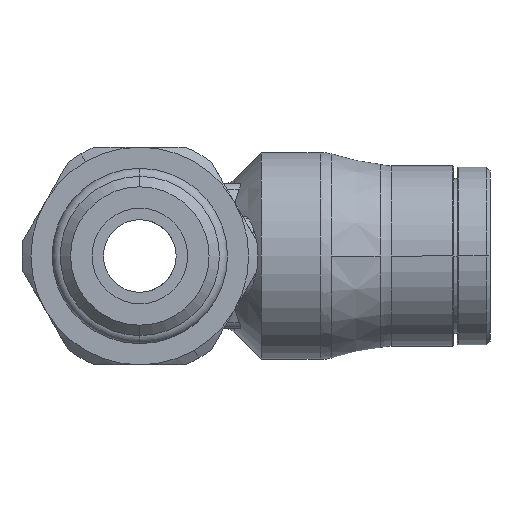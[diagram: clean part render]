
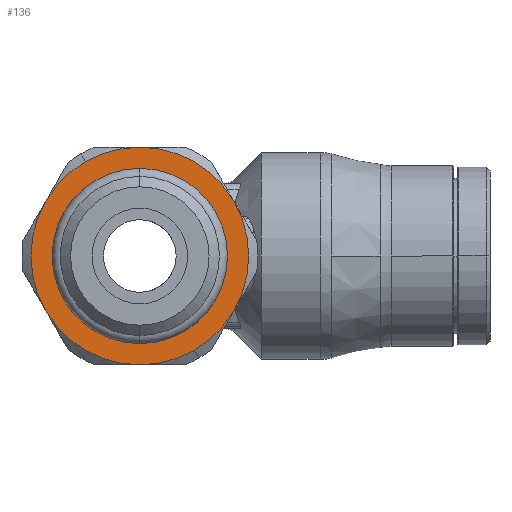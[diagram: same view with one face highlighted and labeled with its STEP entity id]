
A CAD part, left-side view. The second image highlights one B-rep face of the part: STEP entity #136.
In plain terms, the highlighted planar face has unit normal (-1, 0, 0).
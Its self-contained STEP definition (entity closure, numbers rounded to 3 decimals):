
#136=ADVANCED_FACE('',(#440,#441),#442,.T.);
#440=FACE_BOUND('',#871,.T.);
#441=FACE_OUTER_BOUND('',#872,.T.);
#442=PLANE('',#873);
#871=EDGE_LOOP('',(#1835,#1836));
#872=EDGE_LOOP('',(#1837,#1838,#1839,#1840,#1841,#1842,#1843,#1844));
#873=AXIS2_PLACEMENT_3D('',#1845,#1846,#1847);
#1835=ORIENTED_EDGE('',*,*,#3070,.T.);
#1836=ORIENTED_EDGE('',*,*,#3037,.T.);
#1837=ORIENTED_EDGE('',*,*,#3118,.F.);
#1838=ORIENTED_EDGE('',*,*,#3007,.F.);
#1839=ORIENTED_EDGE('',*,*,#3120,.F.);
#1840=ORIENTED_EDGE('',*,*,#3122,.F.);
#1841=ORIENTED_EDGE('',*,*,#3125,.F.);
#1842=ORIENTED_EDGE('',*,*,#3127,.F.);
#1843=ORIENTED_EDGE('',*,*,#3005,.F.);
#1844=ORIENTED_EDGE('',*,*,#3129,.F.);
#1845=CARTESIAN_POINT('',(-33.0,0.,0.));
#1846=DIRECTION('',(-1.0,0.,0.));
#1847=DIRECTION('',(0.,-0.866,0.5));
#3005=EDGE_CURVE('',#3704,#3700,#3706,.T.);
#3007=EDGE_CURVE('',#3707,#3710,#3711,.T.);
#3037=EDGE_CURVE('',#3758,#3760,#3762,.T.);
#3070=EDGE_CURVE('',#3760,#3758,#3815,.T.);
#3118=EDGE_CURVE('',#3710,#3882,#3888,.T.);
#3120=EDGE_CURVE('',#3889,#3707,#3891,.T.);
#3122=EDGE_CURVE('',#3892,#3889,#3894,.T.);
#3125=EDGE_CURVE('',#3896,#3892,#3898,.T.);
#3127=EDGE_CURVE('',#3700,#3896,#3900,.T.);
#3129=EDGE_CURVE('',#3882,#3704,#3902,.T.);
#3700=VERTEX_POINT('',#5117);
#3704=VERTEX_POINT('',#5122);
#3706=CIRCLE('',#5135,9.0);
#3707=VERTEX_POINT('',#5136);
#3710=VERTEX_POINT('',#5140);
#3711=CIRCLE('',#5141,9.0);
#3758=VERTEX_POINT('',#5235);
#3760=VERTEX_POINT('',#5237);
#3762=CIRCLE('',#5239,7.25);
#3815=CIRCLE('',#5304,7.25);
#3882=VERTEX_POINT('',#5469);
#3888=CIRCLE('',#5530,9.0);
#3889=VERTEX_POINT('',#5531);
#3891=CIRCLE('',#5544,9.0);
#3892=VERTEX_POINT('',#5545);
#3894=CIRCLE('',#5558,9.0);
#3896=VERTEX_POINT('',#5571);
#3898=CIRCLE('',#5584,9.0);
#3900=CIRCLE('',#5597,9.0);
#3902=CIRCLE('',#5610,9.0);
#5117=CARTESIAN_POINT('',(-33.0,4.5,7.794));
#5122=CARTESIAN_POINT('',(-33.0,7.794,4.5));
#5135=AXIS2_PLACEMENT_3D('',#7140,#7141,#7142);
#5136=CARTESIAN_POINT('',(-33.0,-4.5,-7.794));
#5140=CARTESIAN_POINT('',(-33.0,0.,-9.));
#5141=AXIS2_PLACEMENT_3D('',#7144,#7145,#7146);
#5235=CARTESIAN_POINT('',(-33.0,0.,7.25));
#5237=CARTESIAN_POINT('',(-33.0,0.,-7.25));
#5239=AXIS2_PLACEMENT_3D('',#7197,#7198,#7199);
#5304=AXIS2_PLACEMENT_3D('',#7272,#7273,#7274);
#5469=CARTESIAN_POINT('',(-33.0,7.794,-4.5));
#5530=AXIS2_PLACEMENT_3D('',#7357,#7358,#7359);
#5531=CARTESIAN_POINT('',(-33.0,-7.794,-4.5));
#5544=AXIS2_PLACEMENT_3D('',#7360,#7361,#7362);
#5545=CARTESIAN_POINT('',(-33.0,-7.794,4.5));
#5558=AXIS2_PLACEMENT_3D('',#7363,#7364,#7365);
#5571=CARTESIAN_POINT('',(-33.0,0.,9.0));
#5584=AXIS2_PLACEMENT_3D('',#7366,#7367,#7368);
#5597=AXIS2_PLACEMENT_3D('',#7369,#7370,#7371);
#5610=AXIS2_PLACEMENT_3D('',#7372,#7373,#7374);
#7140=CARTESIAN_POINT('',(-33.0,0.,0.));
#7141=DIRECTION('',(1.0,0.,0.));
#7142=DIRECTION('',(0.,0.5,0.866));
#7144=CARTESIAN_POINT('',(-33.0,0.,0.));
#7145=DIRECTION('',(1.0,0.,0.));
#7146=DIRECTION('',(0.,0.5,0.866));
#7197=CARTESIAN_POINT('',(-33.0,0.,0.));
#7198=DIRECTION('',(1.0,0.,0.));
#7199=DIRECTION('',(0.,0.,1.0));
#7272=CARTESIAN_POINT('',(-33.0,0.,0.));
#7273=DIRECTION('',(1.0,0.,0.));
#7274=DIRECTION('',(0.,0.,1.0));
#7357=CARTESIAN_POINT('',(-33.0,0.,0.));
#7358=DIRECTION('',(1.0,0.,0.));
#7359=DIRECTION('',(0.,0.5,0.866));
#7360=CARTESIAN_POINT('',(-33.0,0.,0.));
#7361=DIRECTION('',(1.0,0.,0.));
#7362=DIRECTION('',(0.,0.5,0.866));
#7363=CARTESIAN_POINT('',(-33.0,0.,0.));
#7364=DIRECTION('',(1.0,0.,0.));
#7365=DIRECTION('',(0.,0.5,0.866));
#7366=CARTESIAN_POINT('',(-33.0,0.,0.));
#7367=DIRECTION('',(1.0,0.,0.));
#7368=DIRECTION('',(0.,0.5,0.866));
#7369=CARTESIAN_POINT('',(-33.0,0.,0.));
#7370=DIRECTION('',(1.0,0.,0.));
#7371=DIRECTION('',(0.,0.5,0.866));
#7372=CARTESIAN_POINT('',(-33.0,0.,0.));
#7373=DIRECTION('',(1.0,0.,0.));
#7374=DIRECTION('',(0.,0.5,0.866));
